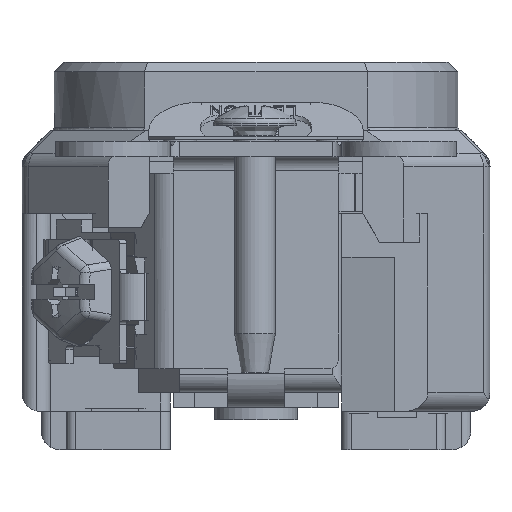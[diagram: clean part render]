
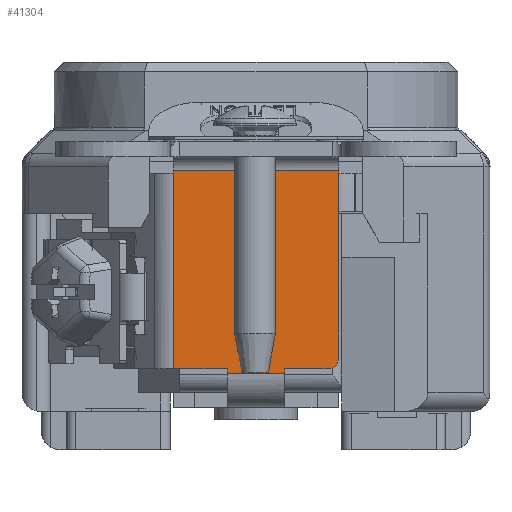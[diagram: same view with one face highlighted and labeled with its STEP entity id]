
A CAD part, front view. The second image highlights one B-rep face of the part: STEP entity #41304.
In plain terms, the highlighted planar face has unit normal (0, -1, 0).
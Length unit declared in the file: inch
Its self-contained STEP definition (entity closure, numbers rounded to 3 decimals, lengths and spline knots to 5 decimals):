
#2144 = VECTOR ( 'NONE', #99657, 39.37008 ) ;
#5101 = DIRECTION ( 'NONE',  ( 1., 0., 0. ) ) ;
#6564 = AXIS2_PLACEMENT_3D ( 'NONE', #26144, #41201, #59423 ) ;
#6642 = VERTEX_POINT ( 'NONE', #59212 ) ;
#8148 = LINE ( 'NONE', #169343, #159714 ) ;
#11163 = CARTESIAN_POINT ( 'NONE',  ( 0., -1.38808, -0.99 ) ) ;
#13846 = ORIENTED_EDGE ( 'NONE', *, *, #206485, .T. ) ;
#15090 = VECTOR ( 'NONE', #168454, 39.37008 ) ;
#16557 = VERTEX_POINT ( 'NONE', #17376 ) ;
#17376 = CARTESIAN_POINT ( 'NONE',  ( 0.27, -1.38808, -0.475 ) ) ;
#19372 = DIRECTION ( 'NONE',  ( 0., 0., -1. ) ) ;
#19735 = CARTESIAN_POINT ( 'NONE',  ( -0.27, -1.38808, -0.99 ) ) ;
#21703 = ORIENTED_EDGE ( 'NONE', *, *, #59412, .T. ) ;
#22209 = DIRECTION ( 'NONE',  ( 0., 0., -1. ) ) ;
#23988 = FACE_OUTER_BOUND ( 'NONE', #87317, .T. ) ;
#26144 = CARTESIAN_POINT ( 'NONE',  ( -0.27, -1.38808, -1.006 ) ) ;
#29414 = CARTESIAN_POINT ( 'NONE',  ( -0.27, -1.38808, -0.35 ) ) ;
#29487 = CARTESIAN_POINT ( 'NONE',  ( 0.239, -1.38808, -0.99 ) ) ;
#30386 = AXIS2_PLACEMENT_3D ( 'NONE', #181822, #115070, #167826 ) ;
#32936 = VERTEX_POINT ( 'NONE', #29414 ) ;
#37426 = DIRECTION ( 'NONE',  ( 0., 0., 1. ) ) ;
#40281 = LINE ( 'NONE', #11163, #190450 ) ;
#41201 = DIRECTION ( 'NONE',  ( 0., -1., 0. ) ) ;
#41304 = ADVANCED_FACE ( 'NONE', ( #23988 ), #75586, .T. ) ;
#46619 = VECTOR ( 'NONE', #182252, 39.37008 ) ;
#50188 = CARTESIAN_POINT ( 'NONE',  ( 0., -1.38808, -0.99 ) ) ;
#53327 = EDGE_CURVE ( 'NONE', #124094, #69811, #90275, .T. ) ;
#55646 = EDGE_CURVE ( 'NONE', #137116, #128814, #84729, .T. ) ;
#55706 = VECTOR ( 'NONE', #19372, 39.37008 ) ;
#58310 = VECTOR ( 'NONE', #37426, 39.37008 ) ;
#59212 = CARTESIAN_POINT ( 'NONE',  ( 0.0935, -1.38808, -0.99 ) ) ;
#59412 = EDGE_CURVE ( 'NONE', #71344, #69811, #63915, .T. ) ;
#59423 = DIRECTION ( 'NONE',  ( 1., 0., 0. ) ) ;
#63915 = LINE ( 'NONE', #114154, #137616 ) ;
#64554 = ORIENTED_EDGE ( 'NONE', *, *, #55646, .F. ) ;
#69675 = LINE ( 'NONE', #135042, #58310 ) ;
#69811 = VERTEX_POINT ( 'NONE', #106317 ) ;
#71344 = VERTEX_POINT ( 'NONE', #125963 ) ;
#72115 = CARTESIAN_POINT ( 'NONE',  ( 0., -1.38808, -0.342 ) ) ;
#75586 = PLANE ( 'NONE',  #6564 ) ;
#78847 = ORIENTED_EDGE ( 'NONE', *, *, #92302, .T. ) ;
#80977 = VECTOR ( 'NONE', #5101, 39.37008 ) ;
#81327 = DIRECTION ( 'NONE',  ( 1., 0., 0. ) ) ;
#84481 = LINE ( 'NONE', #50188, #155588 ) ;
#84729 = LINE ( 'NONE', #180388, #2144 ) ;
#85309 = ORIENTED_EDGE ( 'NONE', *, *, #157928, .T. ) ;
#87317 = EDGE_LOOP ( 'NONE', ( #209897, #85309, #112257, #78847, #21703, #116662, #13846, #111892, #183507, #64554, #109953, #176853 ) ) ;
#90275 = LINE ( 'NONE', #72115, #176473 ) ;
#92302 = EDGE_CURVE ( 'NONE', #16557, #71344, #102832, .T. ) ;
#95322 = CIRCLE ( 'NONE', #30386, 0.031 ) ;
#99657 = DIRECTION ( 'NONE',  ( 0., 0., 1. ) ) ;
#100939 = LINE ( 'NONE', #137358, #55706 ) ;
#101212 = VERTEX_POINT ( 'NONE', #19735 ) ;
#101813 = CARTESIAN_POINT ( 'NONE',  ( -0.27, -1.38808, -0.342 ) ) ;
#102832 = LINE ( 'NONE', #103863, #15090 ) ;
#103749 = EDGE_CURVE ( 'NONE', #6642, #177082, #8148, .T. ) ;
#103863 = CARTESIAN_POINT ( 'NONE',  ( 0.27, -1.38808, -0.674 ) ) ;
#106317 = CARTESIAN_POINT ( 'NONE',  ( 0.27, -1.38808, -0.342 ) ) ;
#109953 = ORIENTED_EDGE ( 'NONE', *, *, #187592, .T. ) ;
#111892 = ORIENTED_EDGE ( 'NONE', *, *, #117223, .T. ) ;
#112257 = ORIENTED_EDGE ( 'NONE', *, *, #128478, .T. ) ;
#114154 = CARTESIAN_POINT ( 'NONE',  ( 0.27, -1.38808, -0.674 ) ) ;
#115070 = DIRECTION ( 'NONE',  ( 0., -1., 0. ) ) ;
#116662 = ORIENTED_EDGE ( 'NONE', *, *, #53327, .F. ) ;
#117223 = EDGE_CURVE ( 'NONE', #32936, #101212, #166094, .T. ) ;
#121108 = CARTESIAN_POINT ( 'NONE',  ( -0.0935, -1.38808, -1.006 ) ) ;
#123449 = CARTESIAN_POINT ( 'NONE',  ( 0.27, -1.38808, -0.959 ) ) ;
#124094 = VERTEX_POINT ( 'NONE', #101813 ) ;
#125963 = CARTESIAN_POINT ( 'NONE',  ( 0.27, -1.38808, -0.35 ) ) ;
#127178 = DIRECTION ( 'NONE',  ( 0., 0., 1. ) ) ;
#128478 = EDGE_CURVE ( 'NONE', #136014, #16557, #69675, .T. ) ;
#128814 = VERTEX_POINT ( 'NONE', #181669 ) ;
#131903 = LINE ( 'NONE', #135083, #80977 ) ;
#135042 = CARTESIAN_POINT ( 'NONE',  ( 0.27, -1.38808, -0.674 ) ) ;
#135083 = CARTESIAN_POINT ( 'NONE',  ( 0., -1.38808, -1.006 ) ) ;
#136014 = VERTEX_POINT ( 'NONE', #123449 ) ;
#137116 = VERTEX_POINT ( 'NONE', #121108 ) ;
#137358 = CARTESIAN_POINT ( 'NONE',  ( -0.27, -1.38808, -0.674 ) ) ;
#137616 = VECTOR ( 'NONE', #127178, 39.37008 ) ;
#138887 = VERTEX_POINT ( 'NONE', #29487 ) ;
#155569 = EDGE_CURVE ( 'NONE', #101212, #128814, #40281, .T. ) ;
#155588 = VECTOR ( 'NONE', #81327, 39.37008 ) ;
#157234 = DIRECTION ( 'NONE',  ( 1., 0., 0. ) ) ;
#157928 = EDGE_CURVE ( 'NONE', #138887, #136014, #95322, .T. ) ;
#159714 = VECTOR ( 'NONE', #22209, 39.37008 ) ;
#162908 = CARTESIAN_POINT ( 'NONE',  ( -0.27, -1.38808, -0.674 ) ) ;
#166094 = LINE ( 'NONE', #162908, #46619 ) ;
#167826 = DIRECTION ( 'NONE',  ( 0., 0., -1. ) ) ;
#168454 = DIRECTION ( 'NONE',  ( 0., 0., 1. ) ) ;
#169343 = CARTESIAN_POINT ( 'NONE',  ( 0.0935, -1.38808, -1.054 ) ) ;
#172984 = DIRECTION ( 'NONE',  ( 1., 0., 0. ) ) ;
#176473 = VECTOR ( 'NONE', #172984, 39.37008 ) ;
#176853 = ORIENTED_EDGE ( 'NONE', *, *, #103749, .F. ) ;
#177082 = VERTEX_POINT ( 'NONE', #208026 ) ;
#180388 = CARTESIAN_POINT ( 'NONE',  ( -0.0935, -1.38808, -1.0335 ) ) ;
#181669 = CARTESIAN_POINT ( 'NONE',  ( -0.0935, -1.38808, -0.99 ) ) ;
#181822 = CARTESIAN_POINT ( 'NONE',  ( 0.239, -1.38808, -0.959 ) ) ;
#182252 = DIRECTION ( 'NONE',  ( 0., 0., -1. ) ) ;
#183507 = ORIENTED_EDGE ( 'NONE', *, *, #155569, .T. ) ;
#187592 = EDGE_CURVE ( 'NONE', #137116, #177082, #131903, .T. ) ;
#190450 = VECTOR ( 'NONE', #157234, 39.37008 ) ;
#195428 = EDGE_CURVE ( 'NONE', #6642, #138887, #84481, .T. ) ;
#206485 = EDGE_CURVE ( 'NONE', #124094, #32936, #100939, .T. ) ;
#208026 = CARTESIAN_POINT ( 'NONE',  ( 0.0935, -1.38808, -1.006 ) ) ;
#209897 = ORIENTED_EDGE ( 'NONE', *, *, #195428, .T. ) ;
